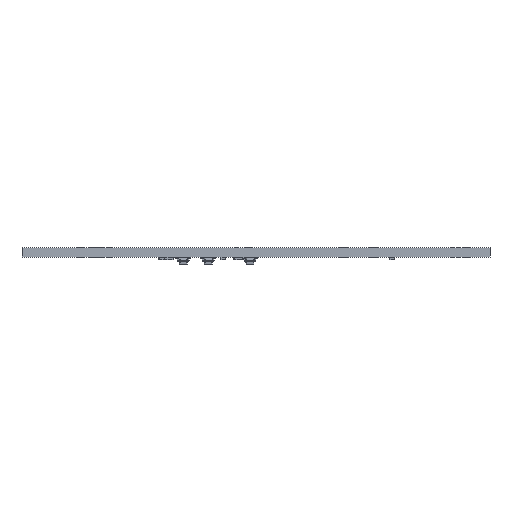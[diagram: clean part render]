
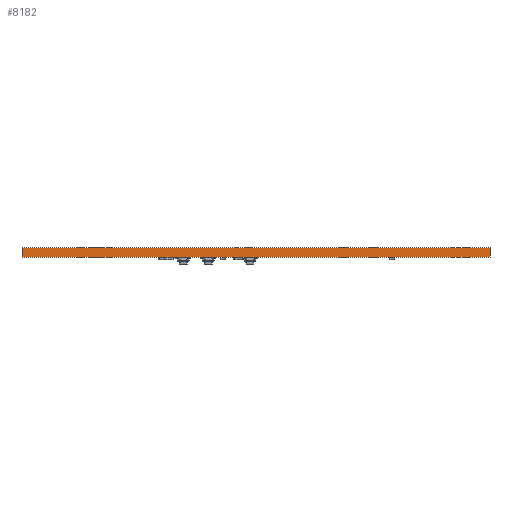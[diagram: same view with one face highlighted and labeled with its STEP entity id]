
A CAD part, front view. The second image highlights one B-rep face of the part: STEP entity #8182.
In plain terms, the highlighted planar face has unit normal (0, -1, 0).
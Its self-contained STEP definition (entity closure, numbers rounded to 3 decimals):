
#8001 = PLANE('',#8002);
#8002 = AXIS2_PLACEMENT_3D('',#8003,#8004,#8005);
#8003 = CARTESIAN_POINT('',(45.,-50.,0.));
#8004 = DIRECTION('',(1.,0.,0.));
#8005 = DIRECTION('',(0.,-1.,0.));
#8026 = VERTEX_POINT('',#8027);
#8027 = CARTESIAN_POINT('',(45.,-150.,1.6));
#8041 = PLANE('',#8042);
#8042 = AXIS2_PLACEMENT_3D('',#8043,#8044,#8045);
#8043 = CARTESIAN_POINT('',(85.,-100.,1.6));
#8044 = DIRECTION('',(0.,0.,1.));
#8045 = DIRECTION('',(1.,0.,0.));
#8053 = EDGE_CURVE('',#8054,#8026,#8056,.T.);
#8054 = VERTEX_POINT('',#8055);
#8055 = CARTESIAN_POINT('',(45.,-150.,0.));
#8056 = SURFACE_CURVE('',#8057,(#8061,#8068),.PCURVE_S1.);
#8057 = LINE('',#8058,#8059);
#8058 = CARTESIAN_POINT('',(45.,-150.,0.));
#8059 = VECTOR('',#8060,1.);
#8060 = DIRECTION('',(0.,0.,1.));
#8061 = PCURVE('',#8001,#8062);
#8062 = DEFINITIONAL_REPRESENTATION('',(#8063),#8067);
#8063 = LINE('',#8064,#8065);
#8064 = CARTESIAN_POINT('',(100.,0.));
#8065 = VECTOR('',#8066,1.);
#8066 = DIRECTION('',(0.,-1.));
#8067 = ( GEOMETRIC_REPRESENTATION_CONTEXT(2) 
PARAMETRIC_REPRESENTATION_CONTEXT() REPRESENTATION_CONTEXT('2D SPACE',''
  ) );
#8068 = PCURVE('',#8069,#8074);
#8069 = PLANE('',#8070);
#8070 = AXIS2_PLACEMENT_3D('',#8071,#8072,#8073);
#8071 = CARTESIAN_POINT('',(45.,-150.,0.));
#8072 = DIRECTION('',(0.,1.,0.));
#8073 = DIRECTION('',(1.,0.,0.));
#8074 = DEFINITIONAL_REPRESENTATION('',(#8075),#8079);
#8075 = LINE('',#8076,#8077);
#8076 = CARTESIAN_POINT('',(0.,0.));
#8077 = VECTOR('',#8078,1.);
#8078 = DIRECTION('',(0.,-1.));
#8079 = ( GEOMETRIC_REPRESENTATION_CONTEXT(2) 
PARAMETRIC_REPRESENTATION_CONTEXT() REPRESENTATION_CONTEXT('2D SPACE',''
  ) );
#8095 = PLANE('',#8096);
#8096 = AXIS2_PLACEMENT_3D('',#8097,#8098,#8099);
#8097 = CARTESIAN_POINT('',(85.,-100.,0.));
#8098 = DIRECTION('',(0.,0.,1.));
#8099 = DIRECTION('',(1.,0.,0.));
#8128 = PLANE('',#8129);
#8129 = AXIS2_PLACEMENT_3D('',#8130,#8131,#8132);
#8130 = CARTESIAN_POINT('',(125.,-150.,0.));
#8131 = DIRECTION('',(-1.,0.,0.));
#8132 = DIRECTION('',(0.,1.,0.));
#8182 = ADVANCED_FACE('',(#8183),#8069,.F.);
#8183 = FACE_BOUND('',#8184,.F.);
#8184 = EDGE_LOOP('',(#8185,#8186,#8209,#8232));
#8185 = ORIENTED_EDGE('',*,*,#8053,.T.);
#8186 = ORIENTED_EDGE('',*,*,#8187,.T.);
#8187 = EDGE_CURVE('',#8026,#8188,#8190,.T.);
#8188 = VERTEX_POINT('',#8189);
#8189 = CARTESIAN_POINT('',(125.,-150.,1.6));
#8190 = SURFACE_CURVE('',#8191,(#8195,#8202),.PCURVE_S1.);
#8191 = LINE('',#8192,#8193);
#8192 = CARTESIAN_POINT('',(45.,-150.,1.6));
#8193 = VECTOR('',#8194,1.);
#8194 = DIRECTION('',(1.,0.,0.));
#8195 = PCURVE('',#8069,#8196);
#8196 = DEFINITIONAL_REPRESENTATION('',(#8197),#8201);
#8197 = LINE('',#8198,#8199);
#8198 = CARTESIAN_POINT('',(0.,-1.6));
#8199 = VECTOR('',#8200,1.);
#8200 = DIRECTION('',(1.,0.));
#8201 = ( GEOMETRIC_REPRESENTATION_CONTEXT(2) 
PARAMETRIC_REPRESENTATION_CONTEXT() REPRESENTATION_CONTEXT('2D SPACE',''
  ) );
#8202 = PCURVE('',#8041,#8203);
#8203 = DEFINITIONAL_REPRESENTATION('',(#8204),#8208);
#8204 = LINE('',#8205,#8206);
#8205 = CARTESIAN_POINT('',(-40.,-50.));
#8206 = VECTOR('',#8207,1.);
#8207 = DIRECTION('',(1.,0.));
#8208 = ( GEOMETRIC_REPRESENTATION_CONTEXT(2) 
PARAMETRIC_REPRESENTATION_CONTEXT() REPRESENTATION_CONTEXT('2D SPACE',''
  ) );
#8209 = ORIENTED_EDGE('',*,*,#8210,.F.);
#8210 = EDGE_CURVE('',#8211,#8188,#8213,.T.);
#8211 = VERTEX_POINT('',#8212);
#8212 = CARTESIAN_POINT('',(125.,-150.,0.));
#8213 = SURFACE_CURVE('',#8214,(#8218,#8225),.PCURVE_S1.);
#8214 = LINE('',#8215,#8216);
#8215 = CARTESIAN_POINT('',(125.,-150.,0.));
#8216 = VECTOR('',#8217,1.);
#8217 = DIRECTION('',(0.,0.,1.));
#8218 = PCURVE('',#8069,#8219);
#8219 = DEFINITIONAL_REPRESENTATION('',(#8220),#8224);
#8220 = LINE('',#8221,#8222);
#8221 = CARTESIAN_POINT('',(80.,0.));
#8222 = VECTOR('',#8223,1.);
#8223 = DIRECTION('',(0.,-1.));
#8224 = ( GEOMETRIC_REPRESENTATION_CONTEXT(2) 
PARAMETRIC_REPRESENTATION_CONTEXT() REPRESENTATION_CONTEXT('2D SPACE',''
  ) );
#8225 = PCURVE('',#8128,#8226);
#8226 = DEFINITIONAL_REPRESENTATION('',(#8227),#8231);
#8227 = LINE('',#8228,#8229);
#8228 = CARTESIAN_POINT('',(0.,0.));
#8229 = VECTOR('',#8230,1.);
#8230 = DIRECTION('',(0.,-1.));
#8231 = ( GEOMETRIC_REPRESENTATION_CONTEXT(2) 
PARAMETRIC_REPRESENTATION_CONTEXT() REPRESENTATION_CONTEXT('2D SPACE',''
  ) );
#8232 = ORIENTED_EDGE('',*,*,#8233,.F.);
#8233 = EDGE_CURVE('',#8054,#8211,#8234,.T.);
#8234 = SURFACE_CURVE('',#8235,(#8239,#8246),.PCURVE_S1.);
#8235 = LINE('',#8236,#8237);
#8236 = CARTESIAN_POINT('',(45.,-150.,0.));
#8237 = VECTOR('',#8238,1.);
#8238 = DIRECTION('',(1.,0.,0.));
#8239 = PCURVE('',#8069,#8240);
#8240 = DEFINITIONAL_REPRESENTATION('',(#8241),#8245);
#8241 = LINE('',#8242,#8243);
#8242 = CARTESIAN_POINT('',(0.,0.));
#8243 = VECTOR('',#8244,1.);
#8244 = DIRECTION('',(1.,0.));
#8245 = ( GEOMETRIC_REPRESENTATION_CONTEXT(2) 
PARAMETRIC_REPRESENTATION_CONTEXT() REPRESENTATION_CONTEXT('2D SPACE',''
  ) );
#8246 = PCURVE('',#8095,#8247);
#8247 = DEFINITIONAL_REPRESENTATION('',(#8248),#8252);
#8248 = LINE('',#8249,#8250);
#8249 = CARTESIAN_POINT('',(-40.,-50.));
#8250 = VECTOR('',#8251,1.);
#8251 = DIRECTION('',(1.,0.));
#8252 = ( GEOMETRIC_REPRESENTATION_CONTEXT(2) 
PARAMETRIC_REPRESENTATION_CONTEXT() REPRESENTATION_CONTEXT('2D SPACE',''
  ) );
